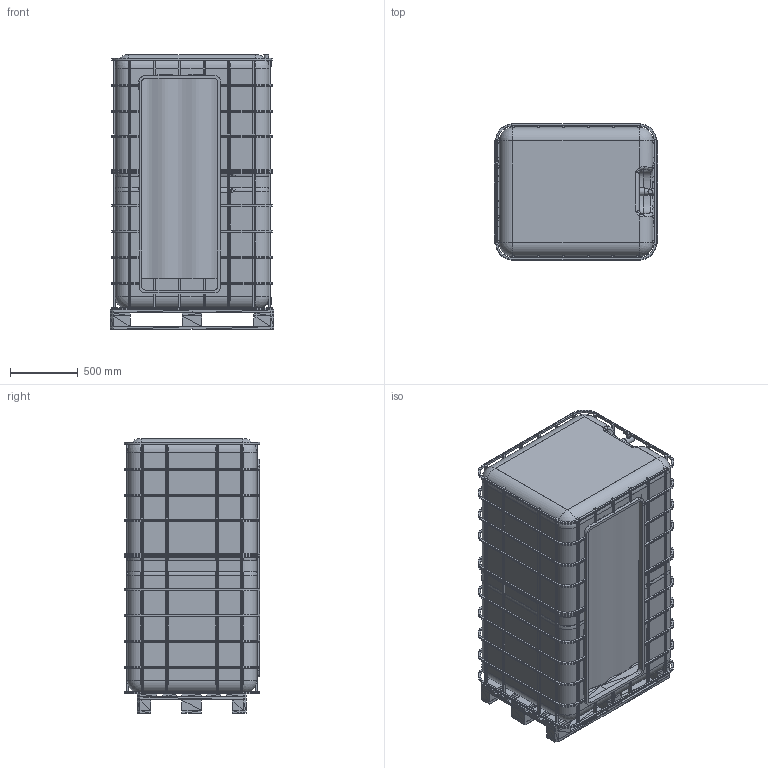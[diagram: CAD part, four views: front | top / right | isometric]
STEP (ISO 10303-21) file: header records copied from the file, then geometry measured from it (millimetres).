
FILE_DESCRIPTION(('FreeCAD Model'),'2;1');
FILE_NAME('Open CASCADE Shape Model','2025-04-30T22:15:13',('FreeCAD'),( 'FreeCAD'),'Open CASCADE STEP processor 7.6','FreeCAD','Unknown');
FILE_SCHEMA(('AUTOMOTIVE_DESIGN { 1 0 10303 214 1 1 1 1 }'));
Products named in the file (1): Open CASCADE STEP translator 7.6 1
Bounding box: 1200 x 1000 x 2022.58 mm (x, y, z)
Volume: 22448992.9 mm3; surface area: 27138159.7 mm2
Topology: 57 solids, 427 shells, 1914 faces, 5265 edges, 3832 vertices
Faces by surface type: plane 1449, cylinder 314, bspline 96, sphere 32, torus 14, revolution 6, cone 3
Full cylindrical faces by diameter (mm): 22 x3, 40 x5, 50 x3, 60 x3
Entity records: 71546 total; most frequent: CARTESIAN_POINT 23086, DIRECTION 9427, ORIENTED_EDGE 9370, EDGE_CURVE 5249, LINE 4067, VECTOR 4067, VERTEX_POINT 3832, AXIS2_PLACEMENT_3D 2677
